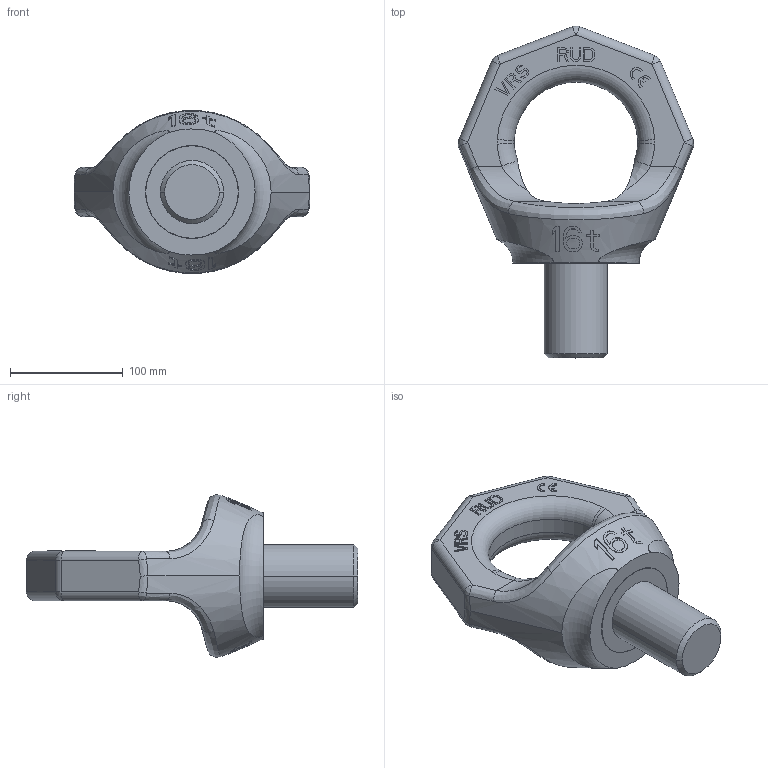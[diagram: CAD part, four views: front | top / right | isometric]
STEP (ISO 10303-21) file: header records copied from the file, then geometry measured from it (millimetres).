
FILE_DESCRIPTION((''),'2;1');
FILE_NAME('001-M35376-P-1_ASM','2018-08-21T',('Andreas.Wendler'),(''),'PRO/ENGINEER BY PARAMETRIC TECHNOLOGY CORPORATION, 2011490','PRO/ENGINEER BY PARAMETRIC TECHNOLOGY CORPORATION, 2011490','');
FILE_SCHEMA(('CONFIG_CONTROL_DESIGN'));
Length unit declared in the file: millimetre
Products named in the file (3): 001-M35376-P-1; 001-M35749-P-1; 001-M35376-P-1_ASM
Assembly tree (2 placements, depth 2):
  001-M35376-P-1_ASM
    001-M35376-P-1
    001-M35749-P-1
Bounding box: 209.32 x 294.54 x 144.35 mm (x, y, z)
Volume: 1597097.6 mm3; surface area: 160813.3 mm2
Topology: 2 solids, 2 shells, 582 faces, 1617 edges, 1063 vertices
Faces by surface type: plane 493, bspline 38, cylinder 35, torus 14, cone 2
Entity records: 21376 total; most frequent: CARTESIAN_POINT 7239, ORIENTED_EDGE 3234, DIRECTION 2414, EDGE_CURVE 1617, VECTOR 1098, LINE 1098, VERTEX_POINT 1063, AXIS2_PLACEMENT_3D 658
